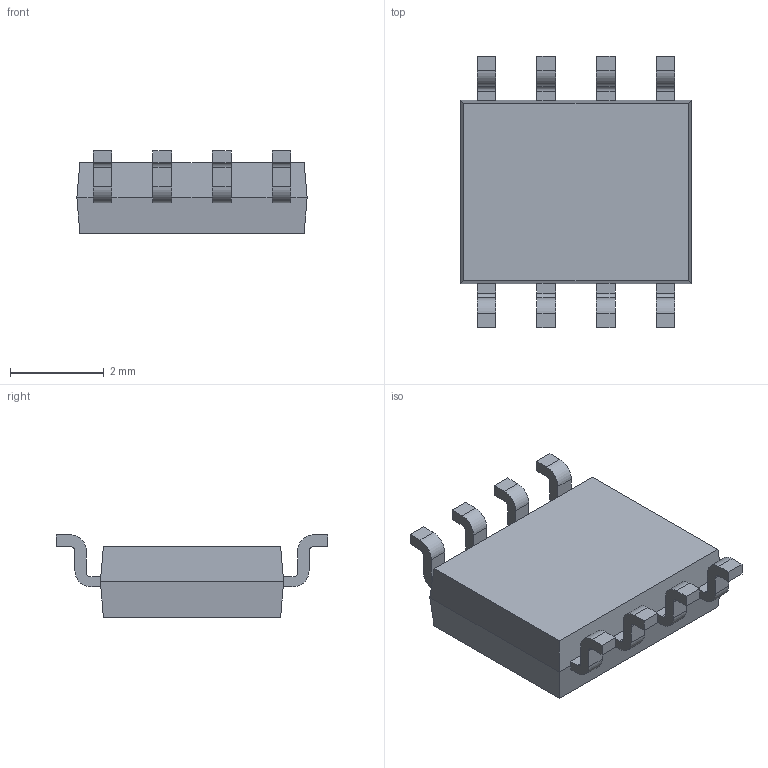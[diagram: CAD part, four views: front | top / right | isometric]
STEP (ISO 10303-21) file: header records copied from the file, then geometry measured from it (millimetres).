
FILE_DESCRIPTION(/* description */ ('1.5A Dual High-Speed Power MOSFET Drivers'),/* implementation_level */ '2;1');
FILE_NAME(/* name */ 'SOIC8-TC4427A.stp',/* time_stamp */ '2020-12-04T06:48:47-03:00',/* author */ ('laguerre'),/* organization */ (''),/* preprocessor_version */ 'ST-DEVELOPER v17',/* originating_system */ 'Autodesk Inventor 2018',/* authorisation */ '');
FILE_SCHEMA (('AUTOMOTIVE_DESIGN { 1 0 10303 214 3 1 1 }'));
Length unit declared in the file: millimetre
Products named in the file (1): 4A-0363.36.P
Bounding box: 4.9 x 5.78 x 1.75 mm (x, y, z)
Volume: 29 mm3; surface area: 79 mm2
Topology: 1 solids, 1 shells, 217 faces, 608 edges, 404 vertices
Faces by surface type: plane 157, cylinder 33, bspline 27
Full cylindrical faces by diameter (mm): 0.73 x1
Entity records: 7395 total; most frequent: CARTESIAN_POINT 1661, ORIENTED_EDGE 1216, DIRECTION 1002, EDGE_CURVE 608, LINE 488, VECTOR 488, VERTEX_POINT 404, AXIS2_PLACEMENT_3D 257
